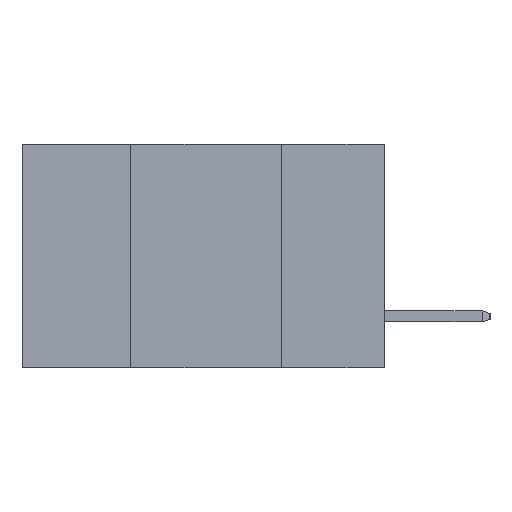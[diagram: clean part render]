
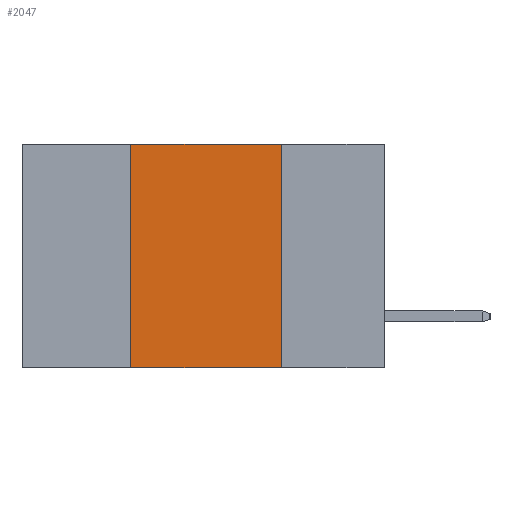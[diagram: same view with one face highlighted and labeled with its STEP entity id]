
A CAD part, left-side view. The second image highlights one B-rep face of the part: STEP entity #2047.
In plain terms, the highlighted planar face has unit normal (-1, 0, 0).
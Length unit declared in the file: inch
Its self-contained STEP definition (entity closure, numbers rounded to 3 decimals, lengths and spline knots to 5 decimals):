
#530 = DIRECTION ( 'NONE',  ( 0., 0., -1. ) ) ;
#532 = ORIENTED_EDGE ( 'NONE', *, *, #6169, .F. ) ;
#655 = VERTEX_POINT ( 'NONE', #774 ) ;
#774 = CARTESIAN_POINT ( 'NONE',  ( 0., 0.42, -0.37 ) ) ;
#845 = VECTOR ( 'NONE', #2874, 39.37008 ) ;
#938 = PLANE ( 'NONE',  #9318 ) ;
#1007 = VERTEX_POINT ( 'NONE', #7952 ) ;
#1312 = CARTESIAN_POINT ( 'NONE',  ( 0., 0.6, 0. ) ) ;
#2047 = ADVANCED_FACE ( 'NONE', ( #7907 ), #938, .F. ) ;
#2144 = VERTEX_POINT ( 'NONE', #9802 ) ;
#2154 = LINE ( 'NONE', #3659, #6012 ) ;
#2840 = CARTESIAN_POINT ( 'NONE',  ( 0., 0.42, 0. ) ) ;
#2874 = DIRECTION ( 'NONE',  ( 0., -1., 0. ) ) ;
#2930 = ORIENTED_EDGE ( 'NONE', *, *, #7371, .F. ) ;
#2968 = DIRECTION ( 'NONE',  ( 0., 0., -1. ) ) ;
#3093 = VECTOR ( 'NONE', #5985, 39.37008 ) ;
#3659 = CARTESIAN_POINT ( 'NONE',  ( 0., 0.17, 0. ) ) ;
#4673 = LINE ( 'NONE', #7601, #845 ) ;
#4909 = DIRECTION ( 'NONE',  ( 0., -1., 0. ) ) ;
#5107 = VECTOR ( 'NONE', #4909, 39.37008 ) ;
#5985 = DIRECTION ( 'NONE',  ( 0., 0., 1. ) ) ;
#6012 = VECTOR ( 'NONE', #530, 39.37008 ) ;
#6060 = VERTEX_POINT ( 'NONE', #6092 ) ;
#6092 = CARTESIAN_POINT ( 'NONE',  ( 0., 0.42, 0. ) ) ;
#6169 = EDGE_CURVE ( 'NONE', #1007, #2144, #2154, .T. ) ;
#7235 = LINE ( 'NONE', #8760, #5107 ) ;
#7371 = EDGE_CURVE ( 'NONE', #6060, #1007, #7235, .T. ) ;
#7601 = CARTESIAN_POINT ( 'NONE',  ( 0., 0.6, -0.37 ) ) ;
#7907 = FACE_OUTER_BOUND ( 'NONE', #9287, .T. ) ;
#7952 = CARTESIAN_POINT ( 'NONE',  ( 0., 0.17, 0. ) ) ;
#8502 = DIRECTION ( 'NONE',  ( 1., 0., 0. ) ) ;
#8503 = ORIENTED_EDGE ( 'NONE', *, *, #9808, .F. ) ;
#8760 = CARTESIAN_POINT ( 'NONE',  ( 0., 0.6, 0. ) ) ;
#9008 = LINE ( 'NONE', #2840, #3093 ) ;
#9198 = ORIENTED_EDGE ( 'NONE', *, *, #9815, .T. ) ;
#9287 = EDGE_LOOP ( 'NONE', ( #532, #2930, #8503, #9198 ) ) ;
#9318 = AXIS2_PLACEMENT_3D ( 'NONE', #1312, #8502, #2968 ) ;
#9802 = CARTESIAN_POINT ( 'NONE',  ( 0., 0.17, -0.37 ) ) ;
#9808 = EDGE_CURVE ( 'NONE', #655, #6060, #9008, .T. ) ;
#9815 = EDGE_CURVE ( 'NONE', #655, #2144, #4673, .T. ) ;
